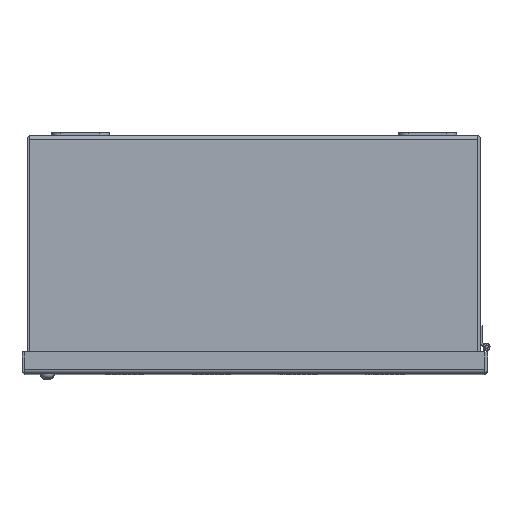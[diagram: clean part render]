
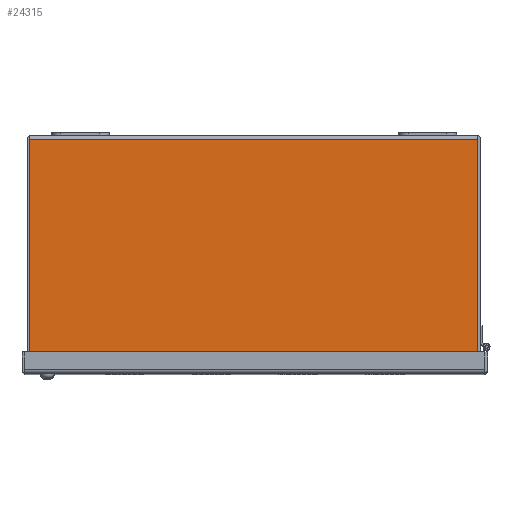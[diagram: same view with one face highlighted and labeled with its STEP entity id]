
A CAD part, top view. The second image highlights one B-rep face of the part: STEP entity #24315.
In plain terms, the highlighted planar face has unit normal (0, 0, 1).
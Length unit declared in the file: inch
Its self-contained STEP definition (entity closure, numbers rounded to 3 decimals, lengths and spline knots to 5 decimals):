
#1308 = AXIS2_PLACEMENT_3D ( 'NONE', #27630, #25229, #16580 ) ;
#2143 = EDGE_CURVE ( 'NONE', #17250, #2180, #4306, .T. ) ;
#2180 = VERTEX_POINT ( 'NONE', #10189 ) ;
#3018 = LINE ( 'NONE', #31162, #4825 ) ;
#3604 = VERTEX_POINT ( 'NONE', #19730 ) ;
#4174 = LINE ( 'NONE', #26259, #22972 ) ;
#4306 = LINE ( 'NONE', #35031, #10822 ) ;
#4467 = EDGE_LOOP ( 'NONE', ( #31194, #9618, #15702, #23147 ) ) ;
#4825 = VECTOR ( 'NONE', #25462, 39.37008 ) ;
#6055 = LINE ( 'NONE', #26091, #10731 ) ;
#8509 = FACE_OUTER_BOUND ( 'NONE', #4467, .T. ) ;
#9618 = ORIENTED_EDGE ( 'NONE', *, *, #29124, .T. ) ;
#9655 = DIRECTION ( 'NONE',  ( 0., -1., 0. ) ) ;
#10189 = CARTESIAN_POINT ( 'NONE',  ( 5.80289, -5.892, 7.5 ) ) ;
#10731 = VECTOR ( 'NONE', #34188, 39.37008 ) ;
#10822 = VECTOR ( 'NONE', #9655, 39.37008 ) ;
#15150 = EDGE_CURVE ( 'NONE', #3604, #24675, #6055, .T. ) ;
#15702 = ORIENTED_EDGE ( 'NONE', *, *, #2143, .F. ) ;
#16580 = DIRECTION ( 'NONE',  ( 1., 0., 0. ) ) ;
#17250 = VERTEX_POINT ( 'NONE', #36229 ) ;
#19730 = CARTESIAN_POINT ( 'NONE',  ( -5.80289, -0.108, 7.5 ) ) ;
#22104 = PLANE ( 'NONE',  #1308 ) ;
#22972 = VECTOR ( 'NONE', #29750, 39.37008 ) ;
#23147 = ORIENTED_EDGE ( 'NONE', *, *, #23949, .T. ) ;
#23918 = CARTESIAN_POINT ( 'NONE',  ( -5.80289, -5.892, 7.5 ) ) ;
#23949 = EDGE_CURVE ( 'NONE', #17250, #3604, #3018, .T. ) ;
#24315 = ADVANCED_FACE ( 'NONE', ( #8509 ), #22104, .T. ) ;
#24675 = VERTEX_POINT ( 'NONE', #23918 ) ;
#25229 = DIRECTION ( 'NONE',  ( 0., 0., 1. ) ) ;
#25462 = DIRECTION ( 'NONE',  ( -1., 0., 0. ) ) ;
#26091 = CARTESIAN_POINT ( 'NONE',  ( -5.80289, 39.37008, 7.5 ) ) ;
#26259 = CARTESIAN_POINT ( 'NONE',  ( -40.531, -5.892, 7.5 ) ) ;
#27630 = CARTESIAN_POINT ( 'NONE',  ( -40.531, 0., 7.5 ) ) ;
#29124 = EDGE_CURVE ( 'NONE', #24675, #2180, #4174, .T. ) ;
#29750 = DIRECTION ( 'NONE',  ( 1., 0., 0. ) ) ;
#31162 = CARTESIAN_POINT ( 'NONE',  ( -40.531, -0.108, 7.5 ) ) ;
#31194 = ORIENTED_EDGE ( 'NONE', *, *, #15150, .T. ) ;
#34188 = DIRECTION ( 'NONE',  ( 0., -1., 0. ) ) ;
#35031 = CARTESIAN_POINT ( 'NONE',  ( 5.80289, 39.37008, 7.5 ) ) ;
#36229 = CARTESIAN_POINT ( 'NONE',  ( 5.80289, -0.108, 7.5 ) ) ;
